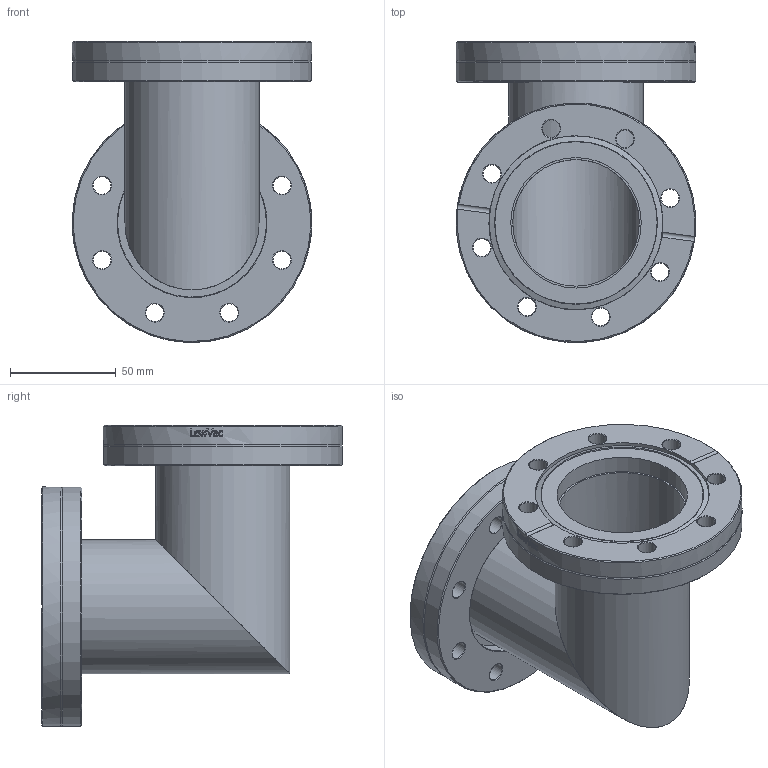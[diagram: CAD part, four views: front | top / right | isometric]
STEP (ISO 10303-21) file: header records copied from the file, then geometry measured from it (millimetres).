
FILE_DESCRIPTION(/* description */ (''),/* implementation_level */ '2;1');
FILE_NAME(/* name */ 'FL-ME63CF.stp',/* time_stamp */ '2018-02-28T11:02:36+00:00',/* author */ ('paul'),/* organization */ (''),/* preprocessor_version */ 'ST-DEVELOPER v17',/* originating_system */ 'Autodesk Inventor 2018',/* authorisation */ '');
FILE_SCHEMA (('AUTOMOTIVE_DESIGN { 1 0 10303 214 3 1 1 }'));
Length unit declared in the file: millimetre
Products named in the file (5): FL-ME63CF; FL-63CFR-64; FL-63CF-OUT; FL-63CF-IN63.5; tube
Assembly tree (6 placements, depth 3):
  FL-ME63CF
    FL-63CFR-64  x2
      FL-63CF-OUT
      FL-63CF-IN63.5
    tube  x2
Bounding box: 113.5 x 142.56 x 142.64 mm (x, y, z)
Volume: 287534 mm3; surface area: 134285.1 mm2
Topology: 6 solids, 6 shells, 286 faces, 774 edges, 518 vertices
Faces by surface type: bspline 106, plane 78, cylinder 54, cone 46, torus 2
Full cylindrical faces by diameter (mm): 8.4 x16, 60 x2, 61.8 x2, 63.5 x4, 70.5 x2, 82.3 x2, 82.5 x2, 113.5 x4
Entity records: 17205 total; most frequent: CARTESIAN_POINT 13705, ORIENTED_EDGE 774, DIRECTION 552, EDGE_CURVE 387, VERTEX_POINT 259, AXIS2_PLACEMENT_3D 207, EDGE_LOOP 174, B_SPLINE_CURVE_WITH_KNOTS 143
